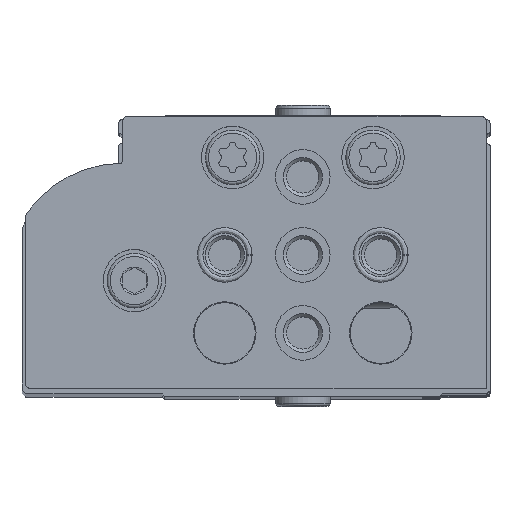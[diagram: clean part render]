
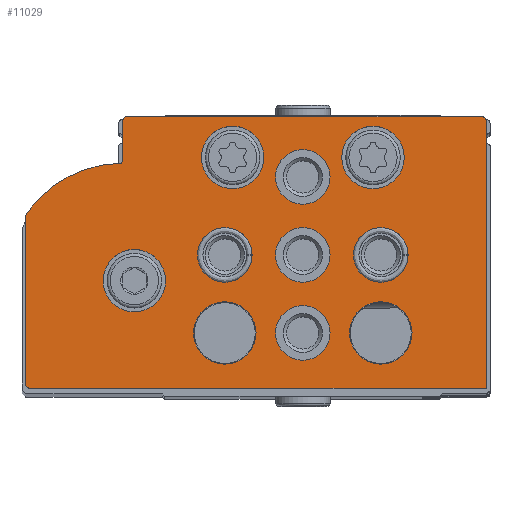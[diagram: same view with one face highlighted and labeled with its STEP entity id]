
A CAD part, top view. The second image highlights one B-rep face of the part: STEP entity #11029.
In plain terms, the highlighted face is planar.
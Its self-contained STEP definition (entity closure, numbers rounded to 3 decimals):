
#1118=LINE('',#18666,#1911);
#1120=LINE('',#18670,#1913);
#1123=LINE('',#18678,#1916);
#1128=LINE('',#18694,#1921);
#1131=LINE('',#18702,#1924);
#1911=VECTOR('',#15131,1000.);
#1913=VECTOR('',#15135,1000.);
#1916=VECTOR('',#15144,1000.);
#1921=VECTOR('',#15163,1000.);
#1924=VECTOR('',#15172,1000.);
#4163=ORIENTED_EDGE('',*,*,#6092,.T.);
#4164=ORIENTED_EDGE('',*,*,#6093,.T.);
#4165=ORIENTED_EDGE('',*,*,#6094,.T.);
#4166=ORIENTED_EDGE('',*,*,#6095,.T.);
#4167=ORIENTED_EDGE('',*,*,#6096,.T.);
#4168=ORIENTED_EDGE('',*,*,#6097,.T.);
#4169=ORIENTED_EDGE('',*,*,#6098,.T.);
#4170=ORIENTED_EDGE('',*,*,#6099,.T.);
#4171=ORIENTED_EDGE('',*,*,#6100,.T.);
#4172=ORIENTED_EDGE('',*,*,#6101,.T.);
#4173=ORIENTED_EDGE('',*,*,#6069,.F.);
#4174=ORIENTED_EDGE('',*,*,#6090,.F.);
#4175=ORIENTED_EDGE('',*,*,#6088,.F.);
#4176=ORIENTED_EDGE('',*,*,#6086,.F.);
#4177=ORIENTED_EDGE('',*,*,#6084,.T.);
#4178=ORIENTED_EDGE('',*,*,#6082,.F.);
#4179=ORIENTED_EDGE('',*,*,#6080,.F.);
#4180=ORIENTED_EDGE('',*,*,#6078,.F.);
#4181=ORIENTED_EDGE('',*,*,#6076,.F.);
#4182=ORIENTED_EDGE('',*,*,#6074,.F.);
#4183=ORIENTED_EDGE('',*,*,#6072,.F.);
#6069=EDGE_CURVE('',#7267,#7268,#7955,.T.);
#6072=EDGE_CURVE('',#7268,#7269,#1118,.T.);
#6074=EDGE_CURVE('',#7269,#7270,#1120,.T.);
#6076=EDGE_CURVE('',#7270,#7271,#7956,.T.);
#6078=EDGE_CURVE('',#7271,#7272,#1123,.T.);
#6080=EDGE_CURVE('',#7272,#7273,#7957,.T.);
#6082=EDGE_CURVE('',#7273,#7274,#7958,.T.);
#6084=EDGE_CURVE('',#7275,#7274,#7959,.T.);
#6086=EDGE_CURVE('',#7275,#7276,#1128,.T.);
#6088=EDGE_CURVE('',#7276,#7277,#7960,.T.);
#6090=EDGE_CURVE('',#7277,#7267,#1131,.T.);
#6092=EDGE_CURVE('',#7278,#7278,#7961,.T.);
#6093=EDGE_CURVE('',#7279,#7279,#7962,.T.);
#6094=EDGE_CURVE('',#7280,#7280,#7963,.T.);
#6095=EDGE_CURVE('',#7281,#7281,#7964,.T.);
#6096=EDGE_CURVE('',#7282,#7282,#7965,.T.);
#6097=EDGE_CURVE('',#7283,#7283,#7966,.T.);
#6098=EDGE_CURVE('',#7284,#7284,#7967,.T.);
#6099=EDGE_CURVE('',#7285,#7285,#7968,.T.);
#6100=EDGE_CURVE('',#7286,#7286,#7969,.T.);
#6101=EDGE_CURVE('',#7287,#7287,#7970,.T.);
#7267=VERTEX_POINT('',#18661);
#7268=VERTEX_POINT('',#18662);
#7269=VERTEX_POINT('',#18667);
#7270=VERTEX_POINT('',#18671);
#7271=VERTEX_POINT('',#18675);
#7272=VERTEX_POINT('',#18679);
#7273=VERTEX_POINT('',#18683);
#7274=VERTEX_POINT('',#18687);
#7275=VERTEX_POINT('',#18691);
#7276=VERTEX_POINT('',#18695);
#7277=VERTEX_POINT('',#18699);
#7278=VERTEX_POINT('',#18706);
#7279=VERTEX_POINT('',#18708);
#7280=VERTEX_POINT('',#18710);
#7281=VERTEX_POINT('',#18712);
#7282=VERTEX_POINT('',#18714);
#7283=VERTEX_POINT('',#18716);
#7284=VERTEX_POINT('',#18718);
#7285=VERTEX_POINT('',#18720);
#7286=VERTEX_POINT('',#18722);
#7287=VERTEX_POINT('',#18724);
#7955=CIRCLE('',#12334,0.5);
#7956=CIRCLE('',#12338,0.5);
#7957=CIRCLE('',#12341,1.);
#7958=CIRCLE('',#12343,15.);
#7959=CIRCLE('',#12345,0.3);
#7960=CIRCLE('',#12348,0.5);
#7961=CIRCLE('',#12351,4.);
#7962=CIRCLE('',#12352,4.);
#7963=CIRCLE('',#12353,4.);
#7964=CIRCLE('',#12354,3.5);
#7965=CIRCLE('',#12355,3.5);
#7966=CIRCLE('',#12356,3.5);
#7967=CIRCLE('',#12357,3.5);
#7968=CIRCLE('',#12358,3.5);
#7969=CIRCLE('',#12359,4.);
#7970=CIRCLE('',#12360,4.);
#8837=EDGE_LOOP('',(#4163));
#8838=EDGE_LOOP('',(#4164));
#8839=EDGE_LOOP('',(#4165));
#8840=EDGE_LOOP('',(#4166));
#8841=EDGE_LOOP('',(#4167));
#8842=EDGE_LOOP('',(#4168));
#8843=EDGE_LOOP('',(#4169));
#8844=EDGE_LOOP('',(#4170));
#8845=EDGE_LOOP('',(#4171));
#8846=EDGE_LOOP('',(#4172));
#8847=EDGE_LOOP('',(#4173,#4174,#4175,#4176,#4177,#4178,#4179,#4180,#4181,
#4182,#4183));
#9882=FACE_BOUND('',#8837,.T.);
#9883=FACE_BOUND('',#8838,.T.);
#9884=FACE_BOUND('',#8839,.T.);
#9885=FACE_BOUND('',#8840,.T.);
#9886=FACE_BOUND('',#8841,.T.);
#9887=FACE_BOUND('',#8842,.T.);
#9888=FACE_BOUND('',#8843,.T.);
#9889=FACE_BOUND('',#8844,.T.);
#9890=FACE_BOUND('',#8845,.T.);
#9891=FACE_BOUND('',#8846,.T.);
#9892=FACE_BOUND('',#8847,.T.);
#10492=PLANE('',#12350);
#11029=ADVANCED_FACE('',(#9882,#9883,#9884,#9885,#9886,#9887,#9888,#9889,
#9890,#9891,#9892),#10492,.F.);
#12334=AXIS2_PLACEMENT_3D('',#18660,#15125,#15126);
#12338=AXIS2_PLACEMENT_3D('',#18674,#15139,#15140);
#12341=AXIS2_PLACEMENT_3D('',#18682,#15148,#15149);
#12343=AXIS2_PLACEMENT_3D('',#18686,#15153,#15154);
#12345=AXIS2_PLACEMENT_3D('',#18690,#15158,#15159);
#12348=AXIS2_PLACEMENT_3D('',#18698,#15167,#15168);
#12350=AXIS2_PLACEMENT_3D('',#18704,#15174,#15175);
#12351=AXIS2_PLACEMENT_3D('',#18705,#15176,#15177);
#12352=AXIS2_PLACEMENT_3D('',#18707,#15178,#15179);
#12353=AXIS2_PLACEMENT_3D('',#18709,#15180,#15181);
#12354=AXIS2_PLACEMENT_3D('',#18711,#15182,#15183);
#12355=AXIS2_PLACEMENT_3D('',#18713,#15184,#15185);
#12356=AXIS2_PLACEMENT_3D('',#18715,#15186,#15187);
#12357=AXIS2_PLACEMENT_3D('',#18717,#15188,#15189);
#12358=AXIS2_PLACEMENT_3D('',#18719,#15190,#15191);
#12359=AXIS2_PLACEMENT_3D('',#18721,#15192,#15193);
#12360=AXIS2_PLACEMENT_3D('',#18723,#15194,#15195);
#15125=DIRECTION('',(0.,0.,1.));
#15126=DIRECTION('',(1.,0.,0.));
#15131=DIRECTION('',(0.,-1.,0.));
#15135=DIRECTION('',(1.,0.,0.));
#15139=DIRECTION('',(0.,0.,1.));
#15140=DIRECTION('',(1.,0.,0.));
#15144=DIRECTION('',(0.,1.,0.));
#15148=DIRECTION('',(0.,0.,1.));
#15149=DIRECTION('',(1.,0.,0.));
#15153=DIRECTION('',(0.,0.,1.));
#15154=DIRECTION('',(1.,0.,0.));
#15158=DIRECTION('',(0.,0.,1.));
#15159=DIRECTION('',(1.,0.,0.));
#15163=DIRECTION('',(0.,1.,0.));
#15167=DIRECTION('',(0.,0.,1.));
#15168=DIRECTION('',(1.,0.,0.));
#15172=DIRECTION('',(-1.,0.,0.));
#15174=DIRECTION('',(0.,0.,1.));
#15175=DIRECTION('',(1.,0.,0.));
#15176=DIRECTION('',(0.,0.,1.));
#15177=DIRECTION('',(1.,0.,0.));
#15178=DIRECTION('',(0.,0.,1.));
#15179=DIRECTION('',(1.,0.,0.));
#15180=DIRECTION('',(0.,0.,1.));
#15181=DIRECTION('',(1.,0.,0.));
#15182=DIRECTION('',(0.,0.,1.));
#15183=DIRECTION('',(1.,0.,0.));
#15184=DIRECTION('',(0.,0.,1.));
#15185=DIRECTION('',(1.,0.,0.));
#15186=DIRECTION('',(0.,0.,1.));
#15187=DIRECTION('',(1.,0.,0.));
#15188=DIRECTION('',(0.,0.,1.));
#15189=DIRECTION('',(1.,0.,0.));
#15190=DIRECTION('',(0.,0.,1.));
#15191=DIRECTION('',(1.,0.,0.));
#15192=DIRECTION('',(0.,0.,1.));
#15193=DIRECTION('',(1.,0.,0.));
#15194=DIRECTION('',(0.,0.,1.));
#15195=DIRECTION('',(1.,0.,0.));
#18660=CARTESIAN_POINT('',(0.5,34.3,0.));
#18661=CARTESIAN_POINT('',(0.5,34.8,0.));
#18662=CARTESIAN_POINT('',(0.,34.3,0.));
#18666=CARTESIAN_POINT('',(0.,34.3,0.));
#18667=CARTESIAN_POINT('',(0.,0.,0.));
#18670=CARTESIAN_POINT('',(0.,0.,0.));
#18671=CARTESIAN_POINT('',(58.5,0.,0.));
#18674=CARTESIAN_POINT('',(58.5,0.5,0.));
#18675=CARTESIAN_POINT('',(59.,0.5,0.));
#18678=CARTESIAN_POINT('',(59.,0.5,0.));
#18679=CARTESIAN_POINT('',(59.,21.976,0.));
#18682=CARTESIAN_POINT('',(58.,21.976,0.));
#18683=CARTESIAN_POINT('',(58.814,22.557,0.));
#18686=CARTESIAN_POINT('',(46.6,13.85,0.));
#18687=CARTESIAN_POINT('',(46.894,28.847,0.));
#18690=CARTESIAN_POINT('',(46.9,29.147,0.));
#18691=CARTESIAN_POINT('',(46.6,29.147,0.));
#18694=CARTESIAN_POINT('',(46.6,29.147,0.));
#18695=CARTESIAN_POINT('',(46.6,34.3,0.));
#18698=CARTESIAN_POINT('',(46.1,34.3,0.));
#18699=CARTESIAN_POINT('',(46.1,34.8,0.));
#18702=CARTESIAN_POINT('',(46.1,34.8,0.));
#18704=CARTESIAN_POINT('',(0.5,34.3,0.));
#18705=CARTESIAN_POINT('',(45.1,13.8,0.));
#18706=CARTESIAN_POINT('',(49.1,13.8,0.));
#18707=CARTESIAN_POINT('',(32.5,29.6,0.));
#18708=CARTESIAN_POINT('',(36.5,29.6,0.));
#18709=CARTESIAN_POINT('',(14.5,29.6,0.));
#18710=CARTESIAN_POINT('',(18.5,29.6,0.));
#18711=CARTESIAN_POINT('',(23.5,27.1,0.));
#18712=CARTESIAN_POINT('',(27.,27.1,0.));
#18713=CARTESIAN_POINT('',(33.5,17.1,0.));
#18714=CARTESIAN_POINT('',(37.,17.1,0.));
#18715=CARTESIAN_POINT('',(23.5,17.1,0.));
#18716=CARTESIAN_POINT('',(27.,17.1,0.));
#18717=CARTESIAN_POINT('',(13.5,17.1,0.));
#18718=CARTESIAN_POINT('',(17.,17.1,0.));
#18719=CARTESIAN_POINT('',(23.5,7.1,0.));
#18720=CARTESIAN_POINT('',(27.,7.1,0.));
#18721=CARTESIAN_POINT('',(33.5,7.1,0.));
#18722=CARTESIAN_POINT('',(37.5,7.1,0.));
#18723=CARTESIAN_POINT('',(13.5,7.1,0.));
#18724=CARTESIAN_POINT('',(17.5,7.1,0.));
